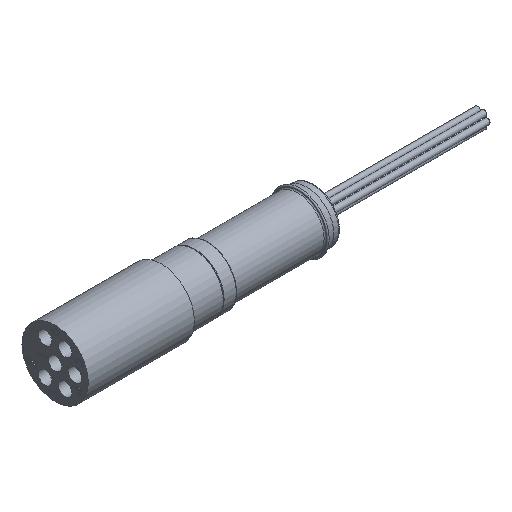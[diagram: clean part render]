
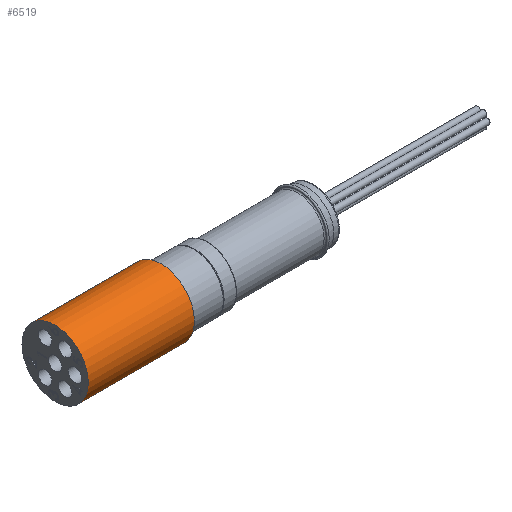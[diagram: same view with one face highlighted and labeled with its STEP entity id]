
A CAD part, isometric view. The second image highlights one B-rep face of the part: STEP entity #6519.
In plain terms, the highlighted cylindrical face has radius 7.938 mm (diameter 15.875 mm), a full revolution.
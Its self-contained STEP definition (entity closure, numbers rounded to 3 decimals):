
#736=FACE_OUTER_BOUND('',#1078,.T.);
#1078=EDGE_LOOP('',(#5331,#5332,#5333,#5334,#5335,#5336));
#1437=LINE('',#10786,#1828);
#1828=VECTOR('',#8869,7.938);
#2333=CIRCLE('',#7271,7.938);
#2334=CIRCLE('',#7272,7.938);
#2335=CIRCLE('',#7273,7.938);
#2336=CIRCLE('',#7274,7.938);
#2859=VERTEX_POINT('',#10782);
#2860=VERTEX_POINT('',#10783);
#2861=VERTEX_POINT('',#10785);
#2862=VERTEX_POINT('',#10787);
#3726=EDGE_CURVE('',#2859,#2860,#2333,.T.);
#3727=EDGE_CURVE('',#2860,#2861,#1437,.T.);
#3728=EDGE_CURVE('',#2862,#2861,#2334,.T.);
#3729=EDGE_CURVE('',#2861,#2862,#2335,.T.);
#3730=EDGE_CURVE('',#2860,#2859,#2336,.T.);
#5331=ORIENTED_EDGE('',*,*,#3726,.T.);
#5332=ORIENTED_EDGE('',*,*,#3727,.T.);
#5333=ORIENTED_EDGE('',*,*,#3728,.F.);
#5334=ORIENTED_EDGE('',*,*,#3729,.F.);
#5335=ORIENTED_EDGE('',*,*,#3727,.F.);
#5336=ORIENTED_EDGE('',*,*,#3730,.T.);
#5956=CYLINDRICAL_SURFACE('',#7270,7.938);
#6519=ADVANCED_FACE('',(#736),#5956,.T.);
#7270=AXIS2_PLACEMENT_3D('',#10781,#8865,#8866);
#7271=AXIS2_PLACEMENT_3D('',#10784,#8867,#8868);
#7272=AXIS2_PLACEMENT_3D('',#10788,#8870,#8871);
#7273=AXIS2_PLACEMENT_3D('',#10789,#8872,#8873);
#7274=AXIS2_PLACEMENT_3D('',#10790,#8874,#8875);
#8865=DIRECTION('center_axis',(1.,0.,0.));
#8866=DIRECTION('ref_axis',(0.,0.,-1.));
#8867=DIRECTION('center_axis',(-1.,0.,0.));
#8868=DIRECTION('ref_axis',(0.,0.,1.));
#8869=DIRECTION('',(-1.,0.,0.));
#8870=DIRECTION('center_axis',(-1.,0.,0.));
#8871=DIRECTION('ref_axis',(0.,0.,1.));
#8872=DIRECTION('center_axis',(-1.,0.,0.));
#8873=DIRECTION('ref_axis',(0.,0.,1.));
#8874=DIRECTION('center_axis',(-1.,0.,0.));
#8875=DIRECTION('ref_axis',(0.,0.,1.));
#10781=CARTESIAN_POINT('Origin',(-26.988,0.,0.));
#10782=CARTESIAN_POINT('',(-1.588,0.,-7.938));
#10783=CARTESIAN_POINT('',(-1.588,0.,7.938));
#10784=CARTESIAN_POINT('Origin',(-1.588,0.,0.));
#10785=CARTESIAN_POINT('',(-26.988,0.,7.938));
#10786=CARTESIAN_POINT('',(-26.988,0.,7.938));
#10787=CARTESIAN_POINT('',(-26.988,0.,-7.938));
#10788=CARTESIAN_POINT('Origin',(-26.988,0.,0.));
#10789=CARTESIAN_POINT('Origin',(-26.988,0.,0.));
#10790=CARTESIAN_POINT('Origin',(-1.588,0.,0.));
